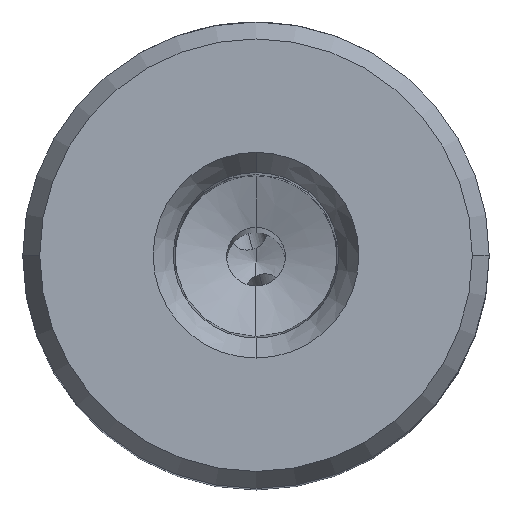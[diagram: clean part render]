
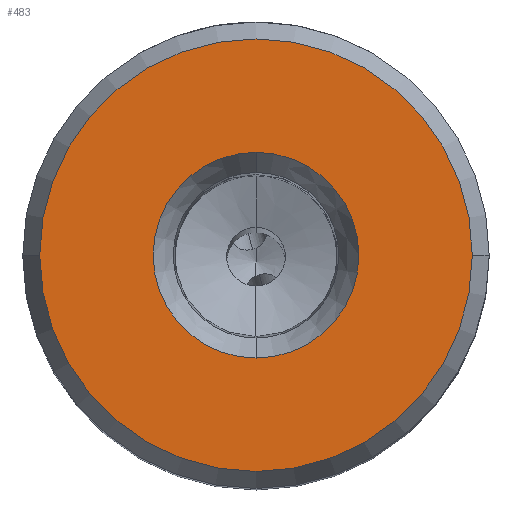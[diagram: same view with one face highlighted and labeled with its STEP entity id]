
A CAD part, top view. The second image highlights one B-rep face of the part: STEP entity #483.
In plain terms, the highlighted planar face has unit normal (0, 0, 1).
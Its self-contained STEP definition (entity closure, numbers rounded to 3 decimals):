
#48=FACE_BOUND('',#892,.T.);
#49=FACE_BOUND('',#893,.T.);
#89=PLANE('',#3539);
#355=CIRCLE('',#3517,7.);
#364=CIRCLE('',#3534,14.72);
#365=CIRCLE('',#3536,14.72);
#366=CIRCLE('',#3538,7.);
#483=ADVANCED_FACE('',(#48,#49),#89,.T.);
#892=EDGE_LOOP('',(#1240,#1241));
#893=EDGE_LOOP('',(#1242,#1243));
#1240=ORIENTED_EDGE('',*,*,#2623,.T.);
#1241=ORIENTED_EDGE('',*,*,#2601,.T.);
#1242=ORIENTED_EDGE('',*,*,#2619,.T.);
#1243=ORIENTED_EDGE('',*,*,#2622,.T.);
#2211=VERTEX_POINT('',#6707);
#2213=VERTEX_POINT('',#6711);
#2225=VERTEX_POINT('',#6761);
#2226=VERTEX_POINT('',#6762);
#2601=EDGE_CURVE('',#2211,#2213,#355,.T.);
#2619=EDGE_CURVE('',#2225,#2226,#364,.T.);
#2622=EDGE_CURVE('',#2226,#2225,#365,.T.);
#2623=EDGE_CURVE('',#2213,#2211,#366,.T.);
#3517=AXIS2_PLACEMENT_3D('',#6712,#3811,#3812);
#3534=AXIS2_PLACEMENT_3D('',#6760,#3851,#3852);
#3536=AXIS2_PLACEMENT_3D('',#6766,#3857,#3858);
#3538=AXIS2_PLACEMENT_3D('',#6768,#3861,#3862);
#3539=AXIS2_PLACEMENT_3D('',#6769,#3863,#3864);
#3811=DIRECTION('',(0.,0.,-1.));
#3812=DIRECTION('',(0.,1.,0.));
#3851=DIRECTION('',(0.,0.,1.));
#3852=DIRECTION('',(-1.,0.,0.));
#3857=DIRECTION('',(0.,0.,1.));
#3858=DIRECTION('',(1.,0.,0.));
#3861=DIRECTION('',(0.,0.,-1.));
#3862=DIRECTION('',(0.,-1.,0.));
#3863=DIRECTION('',(0.,0.,1.));
#3864=DIRECTION('',(-1.,0.,0.));
#6707=CARTESIAN_POINT('',(0.,7.,30.2));
#6711=CARTESIAN_POINT('',(0.,-7.,30.2));
#6712=CARTESIAN_POINT('',(0.,0.,30.2));
#6760=CARTESIAN_POINT('',(0.,0.,30.2));
#6761=CARTESIAN_POINT('',(-14.72,0.,30.2));
#6762=CARTESIAN_POINT('',(14.72,0.,30.2));
#6766=CARTESIAN_POINT('',(0.,0.,30.2));
#6768=CARTESIAN_POINT('',(0.,0.,30.2));
#6769=CARTESIAN_POINT('',(0.,0.,30.2));
